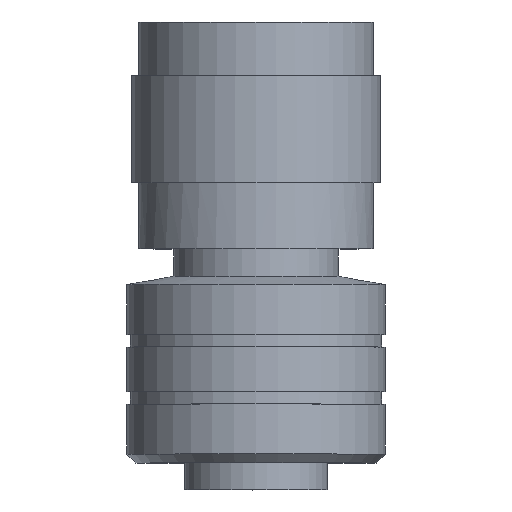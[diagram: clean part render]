
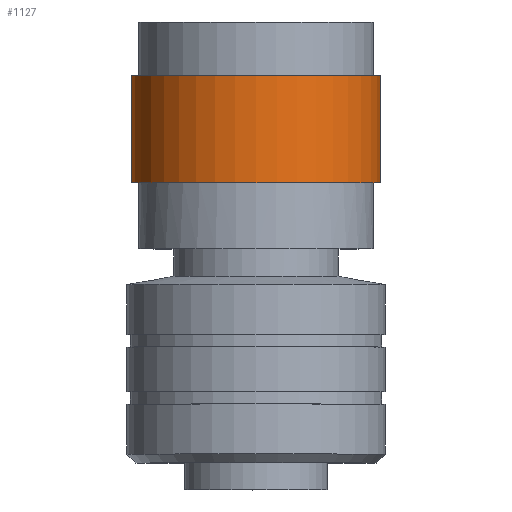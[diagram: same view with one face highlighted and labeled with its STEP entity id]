
A CAD part, top view. The second image highlights one B-rep face of the part: STEP entity #1127.
In plain terms, the highlighted cylindrical face has radius 7 mm (diameter 14 mm), a partial arc.
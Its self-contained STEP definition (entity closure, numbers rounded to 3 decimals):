
#54=LINE('',#1957,#90);
#55=LINE('',#1959,#91);
#90=VECTOR('',#1571,1000.);
#91=VECTOR('',#1574,1000.);
#109=CYLINDRICAL_SURFACE('',#1280,7.);
#248=ORIENTED_EDGE('',*,*,#413,.T.);
#249=ORIENTED_EDGE('',*,*,#458,.F.);
#250=ORIENTED_EDGE('',*,*,#405,.F.);
#251=ORIENTED_EDGE('',*,*,#457,.T.);
#405=EDGE_CURVE('',#528,#529,#628,.T.);
#413=EDGE_CURVE('',#536,#535,#629,.T.);
#457=EDGE_CURVE('',#528,#536,#54,.T.);
#458=EDGE_CURVE('',#529,#535,#55,.T.);
#528=VERTEX_POINT('',#1833);
#529=VERTEX_POINT('',#1835);
#535=VERTEX_POINT('',#1849);
#536=VERTEX_POINT('',#1851);
#628=CIRCLE('',#1219,7.);
#629=CIRCLE('',#1221,7.);
#770=EDGE_LOOP('',(#248,#249,#250,#251));
#940=FACE_BOUND('',#770,.T.);
#1127=ADVANCED_FACE('',(#940),#109,.T.);
#1219=AXIS2_PLACEMENT_3D('',#1834,#1429,#1430);
#1221=AXIS2_PLACEMENT_3D('',#1850,#1440,#1441);
#1280=AXIS2_PLACEMENT_3D('',#1958,#1572,#1573);
#1429=DIRECTION('',(0.,1.,0.));
#1430=DIRECTION('',(1.,0.,0.));
#1440=DIRECTION('',(0.,1.,0.));
#1441=DIRECTION('',(1.,0.,0.));
#1571=DIRECTION('',(0.,-1.,0.));
#1572=DIRECTION('',(0.,-1.,0.));
#1573=DIRECTION('',(0.,0.,-1.));
#1574=DIRECTION('',(0.,-1.,0.));
#1833=CARTESIAN_POINT('',(-6.969,3.,-0.653));
#1834=CARTESIAN_POINT('',(0.,3.,0.));
#1835=CARTESIAN_POINT('',(6.969,3.,-0.653));
#1849=CARTESIAN_POINT('',(6.969,-3.,-0.653));
#1850=CARTESIAN_POINT('',(0.,-3.,0.));
#1851=CARTESIAN_POINT('',(-6.969,-3.,-0.653));
#1957=CARTESIAN_POINT('',(-6.969,3.,-0.653));
#1958=CARTESIAN_POINT('',(0.,3.,0.));
#1959=CARTESIAN_POINT('',(6.969,3.,-0.653));
